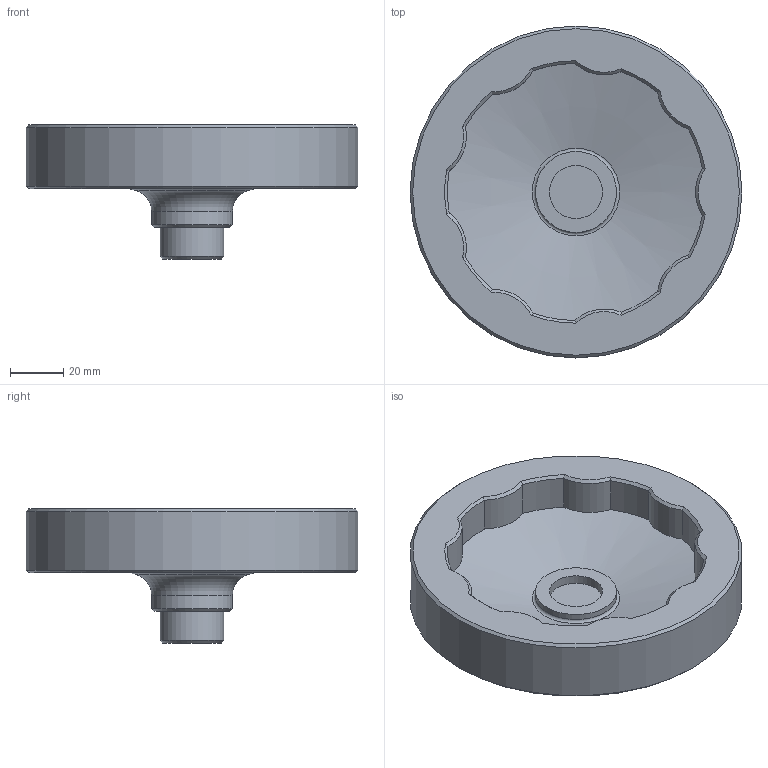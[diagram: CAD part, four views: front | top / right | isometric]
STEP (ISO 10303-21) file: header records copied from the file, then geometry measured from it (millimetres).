
FILE_DESCRIPTION( ( 'Unknown' ), '1' );
FILE_NAME( '6379010_SHA125.stp', 'Unknown', ( 'Unknown' ), ( 'Unknown' ), 'PSStep 11.0', 'Unknown', ' ' );
FILE_SCHEMA( ( 'AUTOMOTIVE_DESIGN { 1 0 10303 214 1 1 1 1 }' ) );
Length unit declared in the file: millimetre
Products named in the file (1): 6379010
Bounding box: 125 x 125 x 50.5 mm (x, y, z)
Volume: 132218.1 mm3; surface area: 57224.7 mm2
Topology: 1 solids, 1 shells, 124 faces, 300 edges, 184 vertices
Faces by surface type: plane 58, cylinder 34, cone 29, torus 3
Full cylindrical faces by diameter (mm): 5.2 x1, 6 x1, 8 x1, 20 x1, 24 x1, 30.5 x2, 115.6 x1, 125 x1
Entity records: 4532 total; most frequent: CARTESIAN_POINT 676, DIRECTION 650, ORIENTED_EDGE 544, AXIS2_PLACEMENT_3D 274, EDGE_CURVE 272, VERTEX_POINT 178, EDGE_LOOP 151, CIRCLE 149
